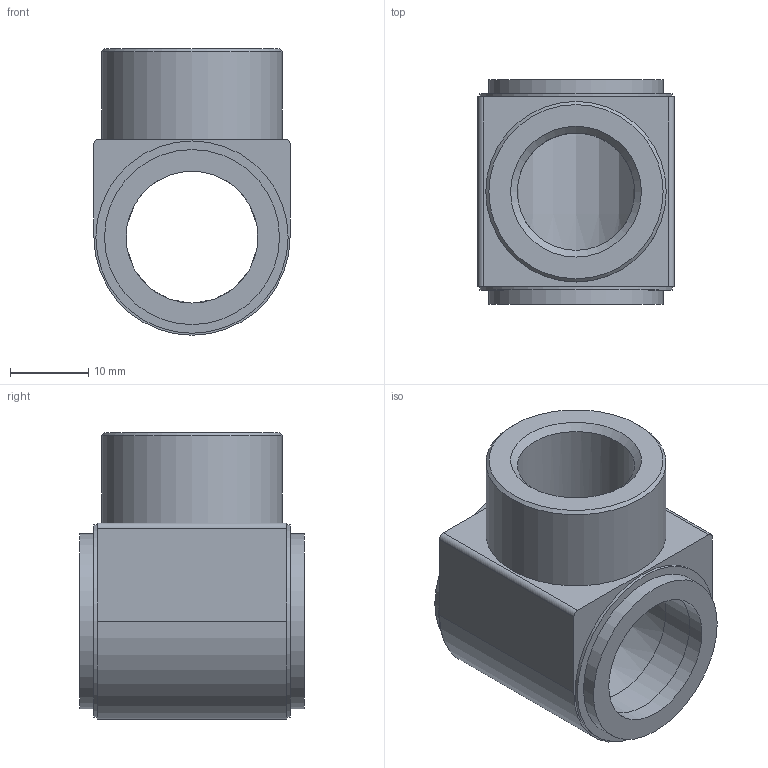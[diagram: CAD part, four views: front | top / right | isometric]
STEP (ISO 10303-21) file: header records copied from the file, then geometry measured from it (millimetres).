
FILE_DESCRIPTION(/* description */ ('STEP AP214'),/* implementation_level */ '2;1');
FILE_NAME(/* name */ '9175_LK-3_8',/* time_stamp */ '2024-09-04T18:22:27+02:00',/* author */ ('License CC BY-ND 4.0'),/* organization */ ('CADENAS'),/* preprocessor_version */ 'ST-DEVELOPER v19.3',/* originating_system */ 'PARTsolutions',/* authorisation */ ' ');
FILE_SCHEMA (('AUTOMOTIVE_DESIGN {1 0 10303 214 3 1 1}'));
Length unit declared in the file: millimetre
Products named in the file (3): 9175 LK-3/8; 338851 LJK-3/8; 531773 OK-3/8
Assembly tree (3 placements, depth 2):
  9175 LK-3/8
    338851 LJK-3/8
    531773 OK-3/8  x2
Bounding box: 25 x 28.6 x 36.5 mm (x, y, z)
Volume: 10722.4 mm3; surface area: 6670 mm2
Topology: 3 solids, 3 shells, 31 faces, 60 edges, 40 vertices
Faces by surface type: plane 14, cylinder 14, cone 3
Full cylindrical faces by diameter (mm): 14.95 x1, 16.8 x3, 22.3 x4, 23 x1, 24.5 x2
Entity records: 747 total; most frequent: CARTESIAN_POINT 129, DIRECTION 126, ORIENTED_EDGE 78, AXIS2_PLACEMENT_3D 57, EDGE_LOOP 50, FACE_BOUND 50, EDGE_CURVE 39, VERTEX_POINT 33
